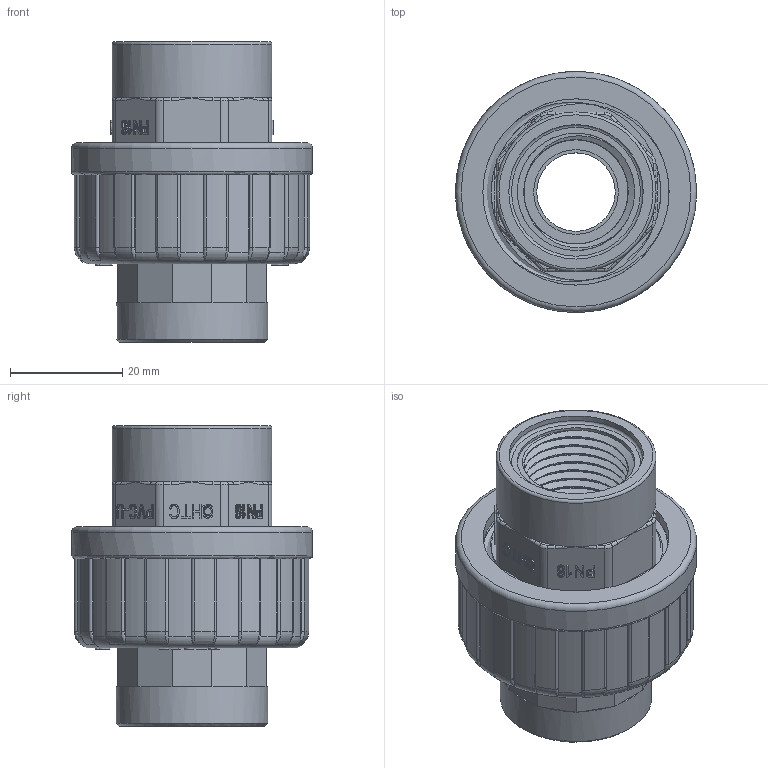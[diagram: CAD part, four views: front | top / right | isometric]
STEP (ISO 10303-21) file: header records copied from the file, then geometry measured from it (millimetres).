
FILE_DESCRIPTION(/* description */ (''),/* implementation_level */ '2;1');
FILE_NAME(/* name */ '20.stp',/* time_stamp */ '2025-05-09T09:49:23+08:00',/* author */ (''),/* organization */ (''),/* preprocessor_version */ 'ST-DEVELOPER v16.7',/* originating_system */ 'SIEMENS PLM Software NX 12.0',/* authorisation */ '');
FILE_SCHEMA (('AUTOMOTIVE_DESIGN { 1 0 10303 214 3 1 1 1 }'));
Length unit declared in the file: millimetre
Products named in the file (1): Admi38C49DCEyxj6
Bounding box: 43 x 43 x 53.6 mm (x, y, z)
Volume: 33738.4 mm3; surface area: 21275 mm2
Topology: 4 solids, 4 shells, 811 faces, 2124 edges, 1363 vertices
Faces by surface type: plane 379, extrusion 198, cylinder 146, bspline 55, torus 30, cone 3
Full cylindrical faces by diameter (mm): 1.243 x2, 1.657 x2, 14 x1, 15.1 x1, 19.8 x1, 20.955 x18, 24 x2, 26 x1, 27 x1, 27.7 x1, 28 x1, 28.5 x1, 30.291 x4, 30.5 x1, 33.249 x7, 43 x1
Entity records: 32482 total; most frequent: CARTESIAN_POINT 14867, ORIENTED_EDGE 3950, DIRECTION 2879, EDGE_CURVE 1975, VERTEX_POINT 1289, VECTOR 1171, LINE 973, EDGE_LOOP 877
